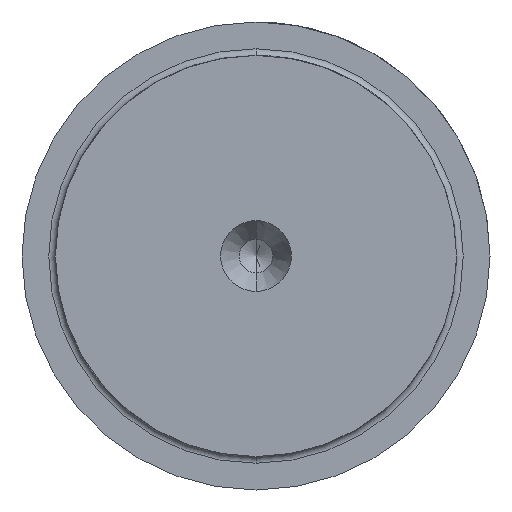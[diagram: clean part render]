
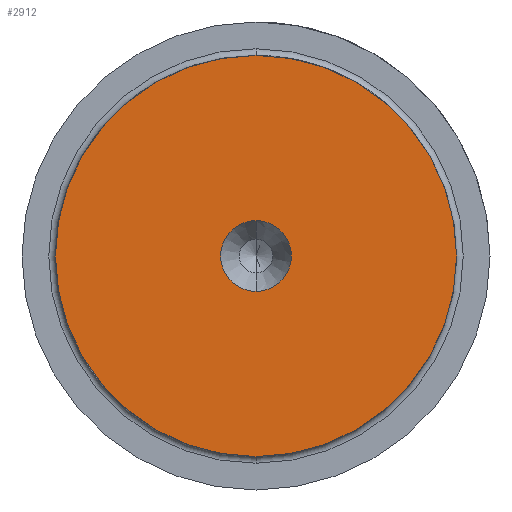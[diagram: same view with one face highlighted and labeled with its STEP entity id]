
A CAD part, front view. The second image highlights one B-rep face of the part: STEP entity #2912.
In plain terms, the highlighted planar face has unit normal (0, -1, 0).
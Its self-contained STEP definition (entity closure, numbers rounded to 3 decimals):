
#160 = VERTEX_POINT ( 'NONE', #4320 ) ;
#518 = CARTESIAN_POINT ( 'NONE',  ( 0., -7.6, -1.06 ) ) ;
#644 = AXIS2_PLACEMENT_3D ( 'NONE', #2327, #1235, #1260 ) ;
#771 = FACE_OUTER_BOUND ( 'NONE', #4109, .T. ) ;
#778 = AXIS2_PLACEMENT_3D ( 'NONE', #1214, #2486, #1525 ) ;
#793 = PLANE ( 'NONE',  #2169 ) ;
#844 = EDGE_CURVE ( 'NONE', #1791, #2411, #2956, .T. ) ;
#966 = DIRECTION ( 'NONE',  ( 0., 0., -1. ) ) ;
#1041 = AXIS2_PLACEMENT_3D ( 'NONE', #1627, #1965, #4310 ) ;
#1097 = CARTESIAN_POINT ( 'NONE',  ( 1.06, -7.6, 0. ) ) ;
#1150 = EDGE_LOOP ( 'NONE', ( #4030, #3908 ) ) ;
#1187 = DIRECTION ( 'NONE',  ( 0., -1., 0. ) ) ;
#1214 = CARTESIAN_POINT ( 'NONE',  ( 0., -7.6, 0. ) ) ;
#1235 = DIRECTION ( 'NONE',  ( 0., -1., 0. ) ) ;
#1260 = DIRECTION ( 'NONE',  ( 0., 0., -1. ) ) ;
#1340 = CARTESIAN_POINT ( 'NONE',  ( 0., -7.6, 0. ) ) ;
#1525 = DIRECTION ( 'NONE',  ( 0., 0., -1. ) ) ;
#1595 = ORIENTED_EDGE ( 'NONE', *, *, #2446, .T. ) ;
#1627 = CARTESIAN_POINT ( 'NONE',  ( 0., -7.6, 0. ) ) ;
#1791 = VERTEX_POINT ( 'NONE', #3165 ) ;
#1806 = CARTESIAN_POINT ( 'NONE',  ( 0., -7.6, -6. ) ) ;
#1950 = EDGE_CURVE ( 'NONE', #3556, #160, #2256, .T. ) ;
#1965 = DIRECTION ( 'NONE',  ( 0., -1., 0. ) ) ;
#1977 = CIRCLE ( 'NONE', #644, 1.06 ) ;
#2169 = AXIS2_PLACEMENT_3D ( 'NONE', #1097, #1187, #4111 ) ;
#2256 = CIRCLE ( 'NONE', #2400, 6. ) ;
#2327 = CARTESIAN_POINT ( 'NONE',  ( 0., -7.6, 0. ) ) ;
#2400 = AXIS2_PLACEMENT_3D ( 'NONE', #1340, #3607, #966 ) ;
#2411 = VERTEX_POINT ( 'NONE', #518 ) ;
#2446 = EDGE_CURVE ( 'NONE', #160, #3556, #2696, .T. ) ;
#2486 = DIRECTION ( 'NONE',  ( 0., -1., 0. ) ) ;
#2564 = EDGE_CURVE ( 'NONE', #2411, #1791, #1977, .T. ) ;
#2696 = CIRCLE ( 'NONE', #778, 6. ) ;
#2912 = ADVANCED_FACE ( 'NONE', ( #771, #3124 ), #793, .T. ) ;
#2956 = CIRCLE ( 'NONE', #1041, 1.06 ) ;
#3124 = FACE_BOUND ( 'NONE', #1150, .T. ) ;
#3165 = CARTESIAN_POINT ( 'NONE',  ( 0., -7.6, 1.06 ) ) ;
#3556 = VERTEX_POINT ( 'NONE', #1806 ) ;
#3607 = DIRECTION ( 'NONE',  ( 0., -1., 0. ) ) ;
#3845 = ORIENTED_EDGE ( 'NONE', *, *, #1950, .T. ) ;
#3908 = ORIENTED_EDGE ( 'NONE', *, *, #844, .F. ) ;
#4030 = ORIENTED_EDGE ( 'NONE', *, *, #2564, .F. ) ;
#4109 = EDGE_LOOP ( 'NONE', ( #3845, #1595 ) ) ;
#4111 = DIRECTION ( 'NONE',  ( 0., 0., -1. ) ) ;
#4310 = DIRECTION ( 'NONE',  ( 0., 0., -1. ) ) ;
#4320 = CARTESIAN_POINT ( 'NONE',  ( 0., -7.6, 6. ) ) ;
